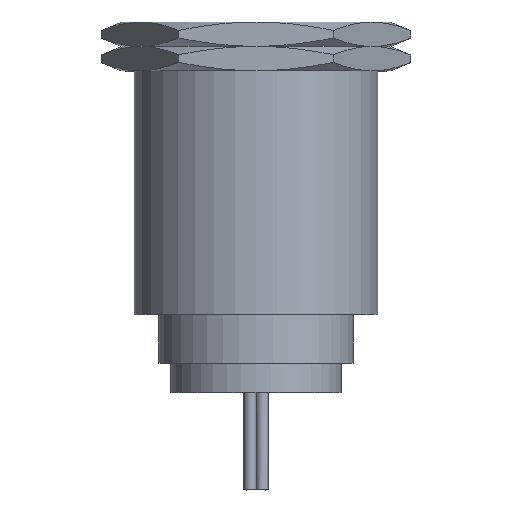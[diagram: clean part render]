
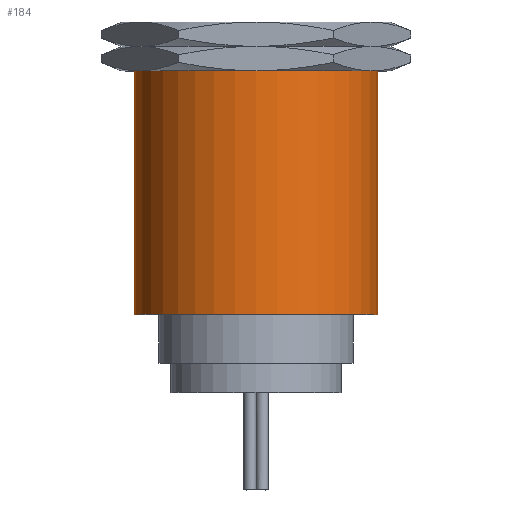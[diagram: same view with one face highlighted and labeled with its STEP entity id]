
A CAD part, top view. The second image highlights one B-rep face of the part: STEP entity #184.
In plain terms, the highlighted cylindrical face has radius 25 mm (diameter 50 mm), a partial arc.
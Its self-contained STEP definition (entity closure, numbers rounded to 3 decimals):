
#184=ADVANCED_FACE('',(#277),#278,.T.);
#277=FACE_OUTER_BOUND('',#437,.T.);
#278=CYLINDRICAL_SURFACE('',#438,25.0);
#437=EDGE_LOOP('',(#663,#664,#665,#666));
#438=AXIS2_PLACEMENT_3D('',#667,#668,#669);
#663=ORIENTED_EDGE('',*,*,#1118,.T.);
#664=ORIENTED_EDGE('',*,*,#1149,.F.);
#665=ORIENTED_EDGE('',*,*,#1120,.T.);
#666=ORIENTED_EDGE('',*,*,#1150,.F.);
#667=CARTESIAN_POINT('',(0.0,-30.0,0.0));
#668=DIRECTION('',(0.0,-1.0,0.0));
#669=DIRECTION('',(1.0,0.0,0.0));
#1118=EDGE_CURVE('',#1279,#1280,#1281,.T.);
#1120=EDGE_CURVE('',#1284,#1282,#1285,.T.);
#1149=EDGE_CURVE('',#1284,#1280,#1331,.T.);
#1150=EDGE_CURVE('',#1279,#1282,#1332,.T.);
#1279=VERTEX_POINT('',#1533);
#1280=VERTEX_POINT('',#1534);
#1281=LINE('',#1535,#1536);
#1282=VERTEX_POINT('',#1537);
#1284=VERTEX_POINT('',#1539);
#1285=LINE('',#1540,#1541);
#1331=CIRCLE('',#1614,25.0);
#1332=CIRCLE('',#1615,25.0);
#1533=CARTESIAN_POINT('',(25.0,-60.0,0.0));
#1534=CARTESIAN_POINT('',(25.0,0.0,0.0));
#1535=CARTESIAN_POINT('',(25.0,-30.0,0.));
#1536=VECTOR('',#2376,1.0);
#1537=CARTESIAN_POINT('',(-25.0,-60.0,0.));
#1539=CARTESIAN_POINT('',(-25.0,0.0,0.));
#1540=CARTESIAN_POINT('',(-25.0,-30.0,0.));
#1541=VECTOR('',#2380,1.0);
#1614=AXIS2_PLACEMENT_3D('',#2441,#2442,#2443);
#1615=AXIS2_PLACEMENT_3D('',#2444,#2445,#2446);
#2376=DIRECTION('',(0.0,1.0,0.0));
#2380=DIRECTION('',(0.0,-1.0,0.0));
#2441=CARTESIAN_POINT('',(0.0,0.0,0.0));
#2442=DIRECTION('',(0.0,1.0,0.0));
#2443=DIRECTION('',(1.0,0.0,0.0));
#2444=CARTESIAN_POINT('',(0.0,-60.0,0.0));
#2445=DIRECTION('',(0.0,-1.0,0.0));
#2446=DIRECTION('',(1.0,0.0,0.0));
